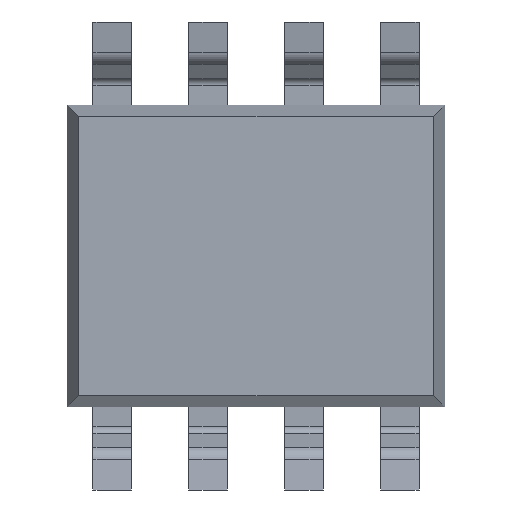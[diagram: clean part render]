
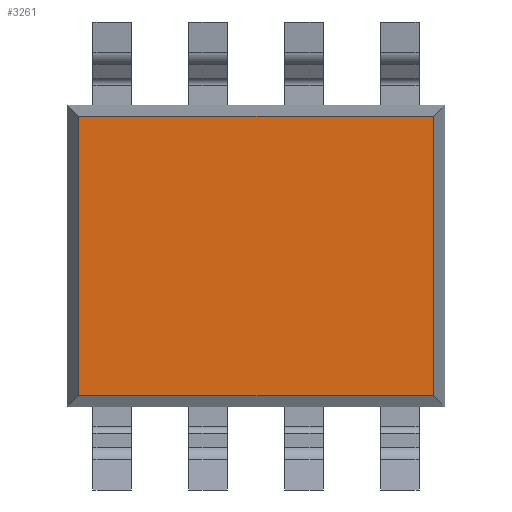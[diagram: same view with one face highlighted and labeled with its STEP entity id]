
A CAD part, front view. The second image highlights one B-rep face of the part: STEP entity #3261.
In plain terms, the highlighted planar face has unit normal (0, -1, 0).
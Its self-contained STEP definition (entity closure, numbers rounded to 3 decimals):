
#273 = CARTESIAN_POINT ( 'NONE',  ( 2.5, -0.75, 1.85 ) ) ;
#465 = PLANE ( 'NONE',  #1169 ) ;
#509 = LINE ( 'NONE', #273, #2178 ) ;
#558 = VERTEX_POINT ( 'NONE', #4052 ) ;
#573 = ORIENTED_EDGE ( 'NONE', *, *, #2175, .T. ) ;
#974 = CARTESIAN_POINT ( 'NONE',  ( 0., -0.75, 0. ) ) ;
#1155 = CARTESIAN_POINT ( 'NONE',  ( 2.5, -0.75, -1.85 ) ) ;
#1169 = AXIS2_PLACEMENT_3D ( 'NONE', #974, #4147, #1830 ) ;
#1234 = EDGE_CURVE ( 'NONE', #2384, #4277, #4140, .T. ) ;
#1434 = LINE ( 'NONE', #1155, #3730 ) ;
#1830 = DIRECTION ( 'NONE',  ( 0., 0., 1. ) ) ;
#1862 = ORIENTED_EDGE ( 'NONE', *, *, #4614, .F. ) ;
#2043 = VECTOR ( 'NONE', #3821, 1000. ) ;
#2160 = CARTESIAN_POINT ( 'NONE',  ( -2.35, -0.75, -1.85 ) ) ;
#2175 = EDGE_CURVE ( 'NONE', #558, #4277, #509, .T. ) ;
#2178 = VECTOR ( 'NONE', #3429, 1000. ) ;
#2252 = CARTESIAN_POINT ( 'NONE',  ( -2.35, -0.75, 1.85 ) ) ;
#2384 = VERTEX_POINT ( 'NONE', #2160 ) ;
#2541 = EDGE_CURVE ( 'NONE', #3081, #558, #5720, .T. ) ;
#3047 = CARTESIAN_POINT ( 'NONE',  ( 2.35, -0.75, -1.85 ) ) ;
#3081 = VERTEX_POINT ( 'NONE', #3047 ) ;
#3106 = ORIENTED_EDGE ( 'NONE', *, *, #1234, .F. ) ;
#3261 = ADVANCED_FACE ( 'NONE', ( #3708 ), #465, .F. ) ;
#3429 = DIRECTION ( 'NONE',  ( -1., 0., 0. ) ) ;
#3603 = VECTOR ( 'NONE', #5403, 1000. ) ;
#3708 = FACE_OUTER_BOUND ( 'NONE', #4725, .T. ) ;
#3730 = VECTOR ( 'NONE', #3950, 1000. ) ;
#3821 = DIRECTION ( 'NONE',  ( 0., 0., 1. ) ) ;
#3861 = CARTESIAN_POINT ( 'NONE',  ( -2.35, -0.75, -2. ) ) ;
#3950 = DIRECTION ( 'NONE',  ( -1., 0., 0. ) ) ;
#4052 = CARTESIAN_POINT ( 'NONE',  ( 2.35, -0.75, 1.85 ) ) ;
#4096 = CARTESIAN_POINT ( 'NONE',  ( 2.35, -0.75, -2. ) ) ;
#4140 = LINE ( 'NONE', #3861, #2043 ) ;
#4147 = DIRECTION ( 'NONE',  ( 0., 1., 0. ) ) ;
#4277 = VERTEX_POINT ( 'NONE', #2252 ) ;
#4614 = EDGE_CURVE ( 'NONE', #3081, #2384, #1434, .T. ) ;
#4725 = EDGE_LOOP ( 'NONE', ( #5839, #573, #3106, #1862 ) ) ;
#5403 = DIRECTION ( 'NONE',  ( 0., 0., 1. ) ) ;
#5720 = LINE ( 'NONE', #4096, #3603 ) ;
#5839 = ORIENTED_EDGE ( 'NONE', *, *, #2541, .T. ) ;
